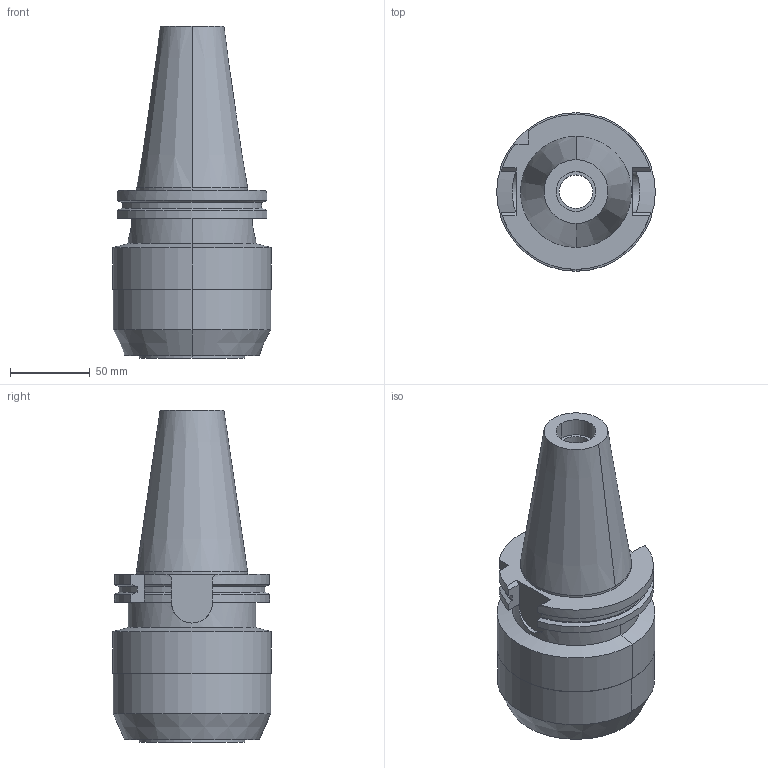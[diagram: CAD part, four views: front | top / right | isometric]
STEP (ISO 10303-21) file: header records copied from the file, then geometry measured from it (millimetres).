
FILE_DESCRIPTION((''),'2;1');
FILE_NAME('BDV50-MEGA42DS-105','2018-03-07T',('ykawabe'),(''),'CREO PARAMETRIC BY PTC INC, 2016380','CREO PARAMETRIC BY PTC INC, 2016380','');
FILE_SCHEMA(('AUTOMOTIVE_DESIGN { 1 0 10303 214 1 1 1 1 }'));
Length unit declared in the file: millimetre
Products named in the file (1): BDV50-MEGA42DS-105
Bounding box: 99.7 x 99.7 x 208.75 mm (x, y, z)
Volume: 784982.2 mm3; surface area: 86536.3 mm2
Topology: 1 solids, 1 shells, 74 faces, 203 edges, 138 vertices
Faces by surface type: cylinder 33, plane 29, cone 12
Entity records: 3222 total; most frequent: CARTESIAN_POINT 517, DIRECTION 435, ORIENTED_EDGE 406, PRESENTATION_STYLE_ASSIGNMENT 208, STYLED_ITEM 208, CURVE_STYLE 207, EDGE_CURVE 203, AXIS2_PLACEMENT_3D 171
